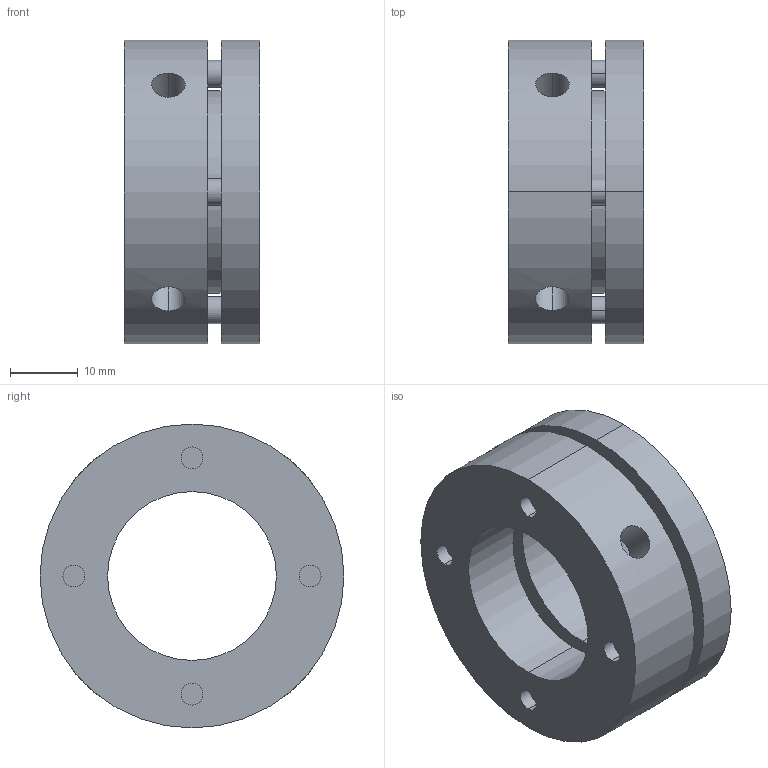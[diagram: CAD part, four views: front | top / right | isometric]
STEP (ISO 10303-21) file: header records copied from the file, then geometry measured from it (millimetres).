
FILE_DESCRIPTION (( 'STEP AP203' ), '1' );
FILE_NAME ('FKD FAN25.STEP', '2014-07-13T09:18:00', ( '' ), ( '' ), 'SwSTEP 2.0', 'SolidWorks 2012', '' );
FILE_SCHEMA (( 'CONFIG_CONTROL_DESIGN' ));
Length unit declared in the file: millimetre
Products named in the file (3): FKD FAN25; M4X14_default
Assembly tree (5 placements, depth 2):
  FKD FAN25
    FKD FAN25
    M4X14_default  x4
Bounding box: 20 x 45 x 45 mm (x, y, z)
Volume: 18025.5 mm3; surface area: 12535.5 mm2
Topology: 5 solids, 5 shells, 142 faces, 332 edges, 208 vertices
Faces by surface type: cylinder 76, plane 50, cone 16
Entity records: 3547 total; most frequent: CARTESIAN_POINT 746, DIRECTION 554, ORIENTED_EDGE 452, AXIS2_PLACEMENT_3D 228, EDGE_CURVE 226, VERTEX_POINT 148, EDGE_LOOP 144, CIRCLE 120
